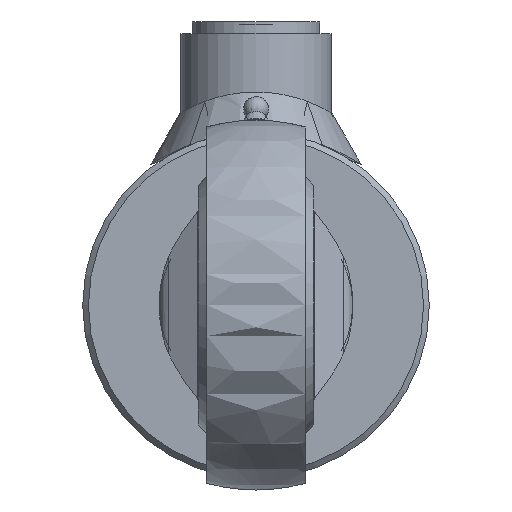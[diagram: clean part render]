
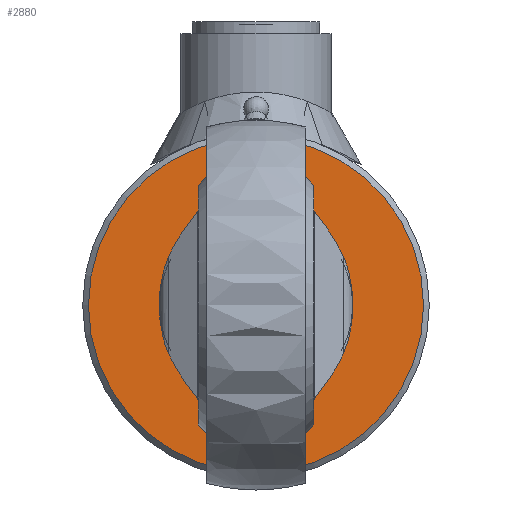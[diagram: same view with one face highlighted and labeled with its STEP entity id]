
A CAD part, left-side view. The second image highlights one B-rep face of the part: STEP entity #2880.
In plain terms, the highlighted planar face has unit normal (-1, 0, 0).
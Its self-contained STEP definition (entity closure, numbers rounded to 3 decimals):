
#889=ORIENTED_EDGE('',*,*,#1237,.T.);
#1237=EDGE_CURVE('',#1509,#1509,#1715,.T.);
#1509=VERTEX_POINT('',#7769);
#1715=CIRCLE('',#4105,29.);
#2112=EDGE_LOOP('',(#889));
#2543=FACE_BOUND('',#2112,.T.);
#2664=PLANE('',#4104);
#2880=ADVANCED_FACE('',(#2543),#2664,.T.);
#4104=AXIS2_PLACEMENT_3D('',#7767,#4953,#4954);
#4105=AXIS2_PLACEMENT_3D('',#7768,#4955,#4956);
#4953=DIRECTION('',(-1.,0.,0.));
#4954=DIRECTION('',(0.,-1.,0.));
#4955=DIRECTION('',(-1.,0.,0.));
#4956=DIRECTION('',(0.,-1.,0.));
#7767=CARTESIAN_POINT('',(-610.,0.,0.));
#7768=CARTESIAN_POINT('',(-610.,0.,0.));
#7769=CARTESIAN_POINT('',(-610.,-29.,0.));
